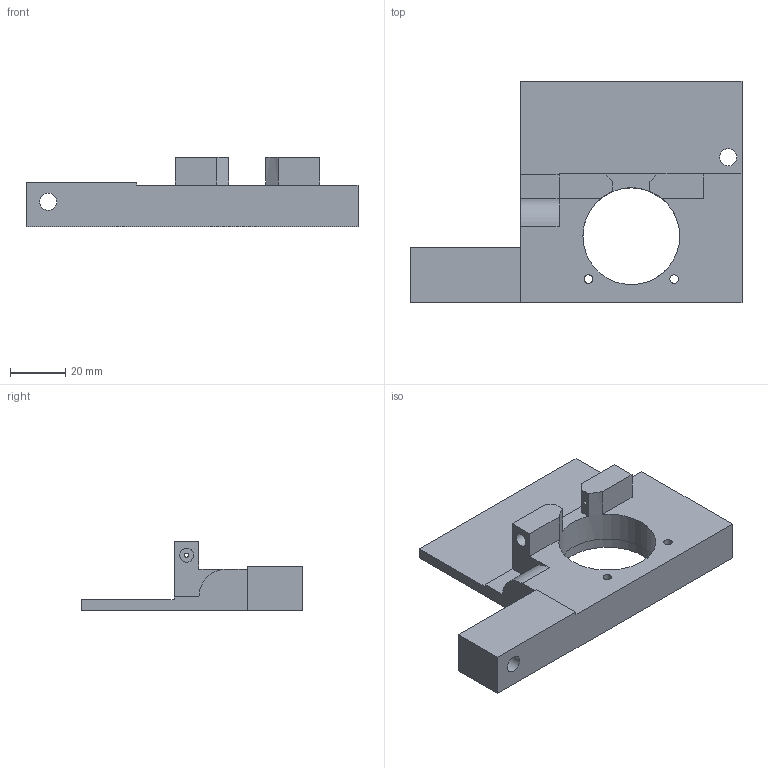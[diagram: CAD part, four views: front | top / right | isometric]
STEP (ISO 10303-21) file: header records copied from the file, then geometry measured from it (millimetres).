
FILE_DESCRIPTION(/* description */ (''),/* implementation_level */ '2;1');
FILE_NAME(/* name */ 'leverextruderalpha_plate.step',/* time_stamp */ '2025-11-22T21:01:13-08:00',/* author */ (''),/* organization */ (''),/* preprocessor_version */ 'ST-DEVELOPER v20.1',/* originating_system */ 'Autodesk Translation Framework v14.21.0.0',/* authorisation */ '');
FILE_SCHEMA (('AUTOMOTIVE_DESIGN { 1 0 10303 214 3 1 1 }'));
Length unit declared in the file: millimetre
Products named in the file (1): leverextruderalpha
Bounding box: 120 x 80 x 25 mm (x, y, z)
Volume: 65215.1 mm3; surface area: 21427.6 mm2
Topology: 1 solids, 1 shells, 38 faces, 101 edges, 67 vertices
Faces by surface type: plane 25, cylinder 13
Full cylindrical faces by diameter (mm): 1.5 x2, 3.108 x2, 5 x2, 6.2 x2, 35 x1, 36 x1
Entity records: 1237 total; most frequent: DIRECTION 209, CARTESIAN_POINT 207, ORIENTED_EDGE 202, EDGE_CURVE 101, LINE 71, VECTOR 71, AXIS2_PLACEMENT_3D 69, VERTEX_POINT 67
